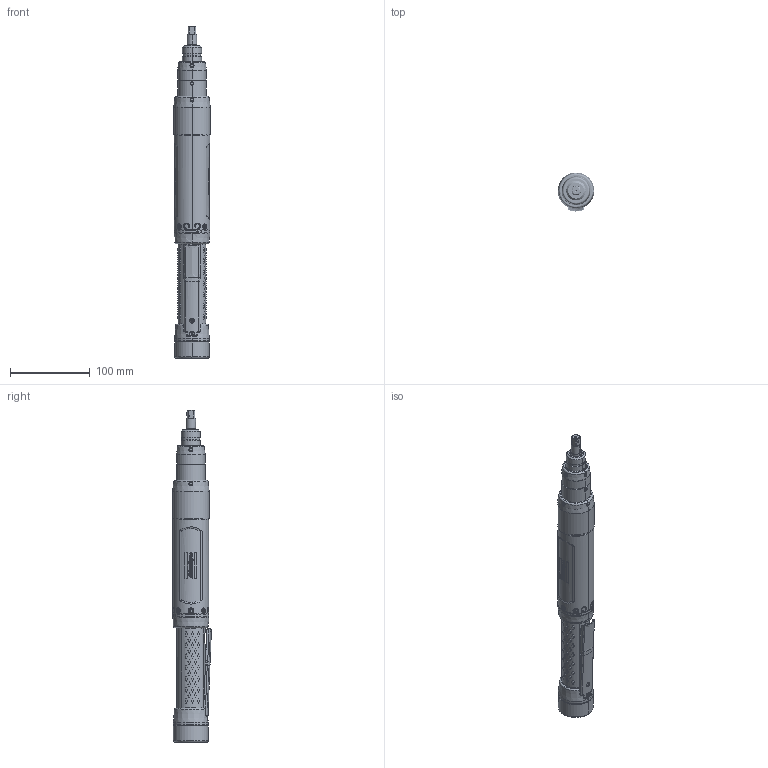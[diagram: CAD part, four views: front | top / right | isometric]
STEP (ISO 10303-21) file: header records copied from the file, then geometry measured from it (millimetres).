
FILE_DESCRIPTION((''),'2;1');
FILE_NAME('8436026518_ASM','2016-10-04T',('toocsr'),(''),'CREO PARAMETRIC BY PTC INC, 2015380','CREO PARAMETRIC BY PTC INC, 2015380','');
FILE_SCHEMA(('CONFIG_CONTROL_DESIGN','GEOMETRIC_VALIDATION_PROPERTIES_MIM'));
Products named in the file (39): 4220388170_AF0; 4220388112_TPE_AF0; 4220388172_AF0_ASM; 4220388180_ASM; 4220408700; 4220388181_ASM; 4220502200; 4220498000_CABLES_ASM; 4220498080_SPEC_ASM; 4220393101; 0993000248; 4224211303_ASM; 4211524400_SPEC3; 4220397382_ASM; 4220393100; 0217110064; 4220502203; 4220402381_SPEC1_ASM; 4220393203; 4220393201; 4220393212; 4220393280_ASM; 4220393202; 4220393281_ASM; 4220389503; 4220387700; 4220387701; 4220387712; 4224230503_ASM; 4220391900; 4224225800_ASM; 4220088900; 4220089101; 4220488000; 4090069700; 4224156100_ASM; 4220394400; 4220394401; 8436026518_ASM
Assembly tree (49 placements, depth 6):
  8436026518_ASM
    4224230503_ASM
      4220388181_ASM
        4220388180_ASM
          4220388172_AF0_ASM
            4220388170_AF0
            4220388112_TPE_AF0
        4220408700  x6
      4224211303_ASM
        4220498080_SPEC_ASM
          4220498000_CABLES_ASM
            4220502200  x3
        4220393101
        0993000248  x2
      4220397382_ASM
        4211524400_SPEC3
      4220393100
      0217110064
      4220402381_SPEC1_ASM
        4220502203  x4
      4220393203
      4220393281_ASM
        4220393280_ASM
          4220393201
          4220393212
        4220393202
      4220389503
      4220387700
      4220387701
      4220387712
    4224225800_ASM
      4220391900
    4224156100_ASM
      4220088900
      4220089101
      4220488000
      4090069700
    4220394400
    4220394401
Bounding box: 46 x 48.84 x 417.57 mm (x, y, z)
Volume: 239088.7 mm3; surface area: 219209.5 mm2
Topology: 38 solids, 38 shells, 5661 faces, 14399 edges, 9096 vertices
Faces by surface type: plane 2170, bspline 1485, cylinder 994, cone 439, torus 349, extrusion 153, sphere 66, revolution 5
Entity records: 269571 total; most frequent: CARTESIAN_POINT 104961, ORIENTED_EDGE 24310, DIRECTION 18292, PRESENTATION_STYLE_ASSIGNMENT 14359, STYLED_ITEM 13614, CURVE_STYLE 12206, EDGE_CURVE 12155, VERTEX_POINT 7734
